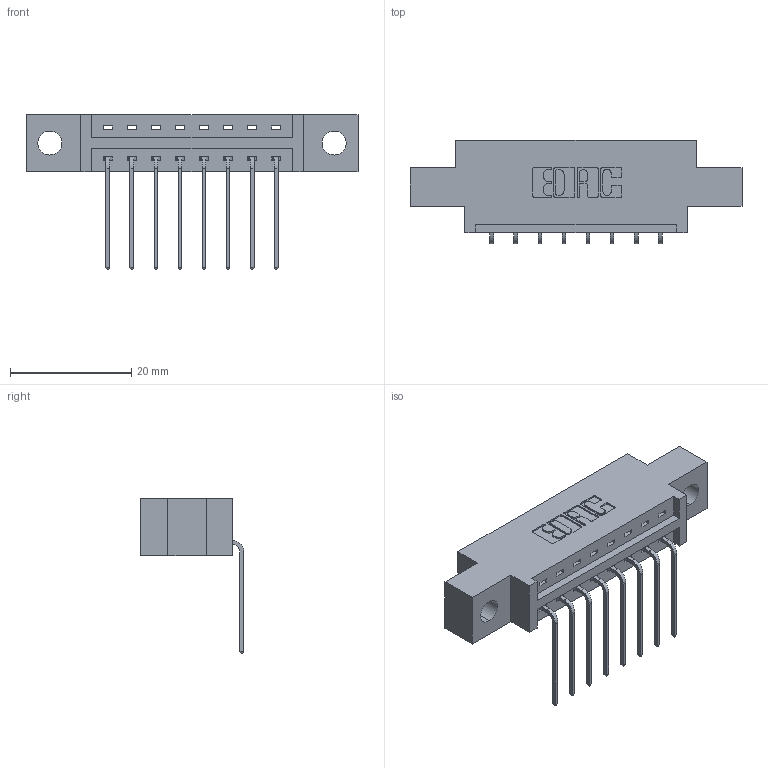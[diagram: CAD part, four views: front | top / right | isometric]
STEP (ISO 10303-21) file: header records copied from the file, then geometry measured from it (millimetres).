
FILE_DESCRIPTION (( 'STEP AP203' ), '1' );
FILE_NAME ('337-008-559-604.STEP', '2019-09-27T19:31:12', ( '' ), ( '' ), 'SwSTEP 2.0', 'SolidWorks 2016', '' );
FILE_SCHEMA (( 'CONFIG_CONTROL_DESIGN' ));
Length unit declared in the file: inch
Products named in the file (3): 337-008-559-604; 345-292-001_558 559 Tail - 1; 337 Part_0.170 Offset - 0.156 Dia-TH
Assembly tree (9 placements, depth 2):
  337-008-559-604
    337 Part_0.170 Offset - 0.156 Dia-TH
    345-292-001_558 559 Tail - 1  x8
Bounding box: 54.71 x 17.09 x 25.53 mm (x, y, z)
Volume: 5082.2 mm3; surface area: 5118.4 mm2
Topology: 9 solids, 9 shells, 630 faces, 1875 edges, 1238 vertices
Faces by surface type: plane 458, cylinder 172
Entity records: 10563 total; most frequent: CARTESIAN_POINT 1846, ORIENTED_EDGE 1790, DIRECTION 1623, EDGE_CURVE 895, VECTOR 767, LINE 767, VERTEX_POINT 594, AXIS2_PLACEMENT_3D 428
